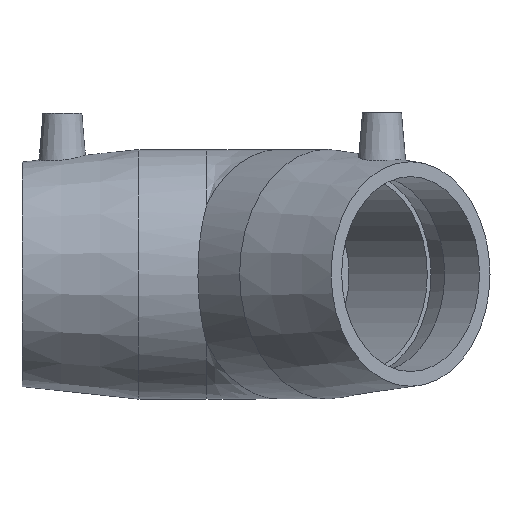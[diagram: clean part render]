
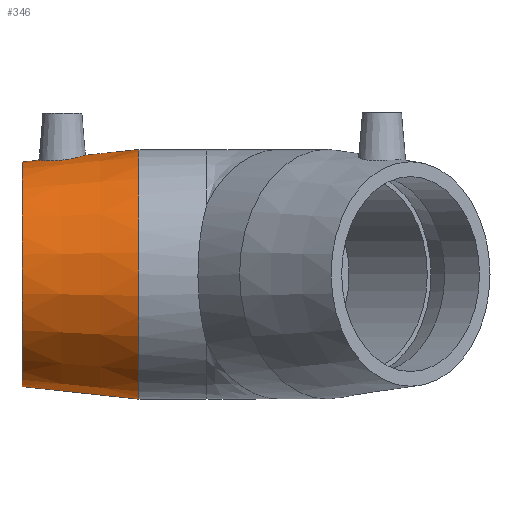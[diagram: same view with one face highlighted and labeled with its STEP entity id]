
A CAD part, top view. The second image highlights one B-rep face of the part: STEP entity #346.
In plain terms, the highlighted conical face has half-angle 6.089 degrees and reference radius 45.6 mm.
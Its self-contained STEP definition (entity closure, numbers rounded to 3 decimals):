
#16=B_SPLINE_CURVE_WITH_KNOTS('',3,(#659,#660,#661,#662,#663,#664,#665,
#666,#667,#668,#669,#670,#671,#672,#673,#674,#675,#676,#677,#678,#679,#680,
#681,#682,#683,#684,#685,#686,#687,#688,#689,#690,#691,#692),
 .UNSPECIFIED.,.T.,.F.,(4,2,2,2,2,2,2,2,2,2,2,2,2,2,2,2,4),(0.,0.335,
0.671,1.007,1.344,1.681,2.018,
2.353,2.689,3.041,3.393,3.739,
4.085,4.431,4.777,5.129,5.481),
 .UNSPECIFIED.);
#22=CONICAL_SURFACE('',#406,45.6,6.089);
#53=FACE_BOUND('',#152,.T.);
#54=FACE_BOUND('',#153,.T.);
#94=FACE_OUTER_BOUND('',#151,.T.);
#151=EDGE_LOOP('',(#302));
#152=EDGE_LOOP('',(#303));
#153=EDGE_LOOP('',(#304));
#177=CIRCLE('',#397,48.);
#181=CIRCLE('',#405,43.2);
#206=VERTEX_POINT('',#658);
#207=VERTEX_POINT('',#694);
#211=VERTEX_POINT('',#706);
#237=EDGE_CURVE('',#206,#206,#16,.T.);
#238=EDGE_CURVE('',#207,#207,#177,.T.);
#242=EDGE_CURVE('',#211,#211,#181,.T.);
#302=ORIENTED_EDGE('',*,*,#238,.F.);
#303=ORIENTED_EDGE('',*,*,#237,.T.);
#304=ORIENTED_EDGE('',*,*,#242,.T.);
#346=ADVANCED_FACE('',(#94,#53,#54),#22,.T.);
#397=AXIS2_PLACEMENT_3D('',#695,#505,#506);
#405=AXIS2_PLACEMENT_3D('',#707,#521,#522);
#406=AXIS2_PLACEMENT_3D('',#708,#523,#524);
#505=DIRECTION('center_axis',(1.,0.,0.));
#506=DIRECTION('ref_axis',(0.,0.,-1.));
#521=DIRECTION('center_axis',(1.,0.,0.));
#522=DIRECTION('ref_axis',(0.,0.,-1.));
#523=DIRECTION('center_axis',(1.,0.,0.));
#524=DIRECTION('ref_axis',(0.,1.,0.));
#658=CARTESIAN_POINT('',(-72.279,43.9,9.079));
#659=CARTESIAN_POINT('Ctrl Pts',(-72.279,43.9,9.079));
#660=CARTESIAN_POINT('Ctrl Pts',(-73.39,43.783,9.055));
#661=CARTESIAN_POINT('Ctrl Pts',(-74.575,43.707,8.809));
#662=CARTESIAN_POINT('Ctrl Pts',(-76.749,43.652,7.859));
#663=CARTESIAN_POINT('Ctrl Pts',(-77.737,43.671,7.156));
#664=CARTESIAN_POINT('Ctrl Pts',(-79.297,43.737,5.548));
#665=CARTESIAN_POINT('Ctrl Pts',(-79.972,43.788,4.535));
#666=CARTESIAN_POINT('Ctrl Pts',(-80.866,43.865,2.322));
#667=CARTESIAN_POINT('Ctrl Pts',(-81.084,43.889,1.123));
#668=CARTESIAN_POINT('Ctrl Pts',(-81.084,43.889,-1.123));
#669=CARTESIAN_POINT('Ctrl Pts',(-80.866,43.865,-2.322));
#670=CARTESIAN_POINT('Ctrl Pts',(-79.972,43.788,-4.535));
#671=CARTESIAN_POINT('Ctrl Pts',(-79.297,43.737,-5.548));
#672=CARTESIAN_POINT('Ctrl Pts',(-77.737,43.671,-7.156));
#673=CARTESIAN_POINT('Ctrl Pts',(-76.749,43.652,-7.859));
#674=CARTESIAN_POINT('Ctrl Pts',(-74.575,43.707,-8.809));
#675=CARTESIAN_POINT('Ctrl Pts',(-73.39,43.783,-9.055));
#676=CARTESIAN_POINT('Ctrl Pts',(-71.112,44.021,-9.105));
#677=CARTESIAN_POINT('Ctrl Pts',(-69.873,44.203,-8.889));
#678=CARTESIAN_POINT('Ctrl Pts',(-67.599,44.625,-7.969));
#679=CARTESIAN_POINT('Ctrl Pts',(-66.564,44.861,-7.265));
#680=CARTESIAN_POINT('Ctrl Pts',(-64.945,45.268,-5.645));
#681=CARTESIAN_POINT('Ctrl Pts',(-64.245,45.465,-4.624));
#682=CARTESIAN_POINT('Ctrl Pts',(-63.315,45.737,-2.379));
#683=CARTESIAN_POINT('Ctrl Pts',(-63.084,45.809,-1.153));
#684=CARTESIAN_POINT('Ctrl Pts',(-63.084,45.809,1.153));
#685=CARTESIAN_POINT('Ctrl Pts',(-63.315,45.737,2.379));
#686=CARTESIAN_POINT('Ctrl Pts',(-64.245,45.465,4.624));
#687=CARTESIAN_POINT('Ctrl Pts',(-64.945,45.268,5.645));
#688=CARTESIAN_POINT('Ctrl Pts',(-66.564,44.861,7.265));
#689=CARTESIAN_POINT('Ctrl Pts',(-67.599,44.625,7.969));
#690=CARTESIAN_POINT('Ctrl Pts',(-69.873,44.203,8.889));
#691=CARTESIAN_POINT('Ctrl Pts',(-71.112,44.021,9.105));
#692=CARTESIAN_POINT('Ctrl Pts',(-72.279,43.9,9.079));
#694=CARTESIAN_POINT('',(-42.548,48.,0.));
#695=CARTESIAN_POINT('Origin',(-42.548,0.,0.));
#706=CARTESIAN_POINT('',(-87.548,43.2,0.));
#707=CARTESIAN_POINT('Origin',(-87.548,0.,0.));
#708=CARTESIAN_POINT('Origin',(-65.048,0.,
0.));
